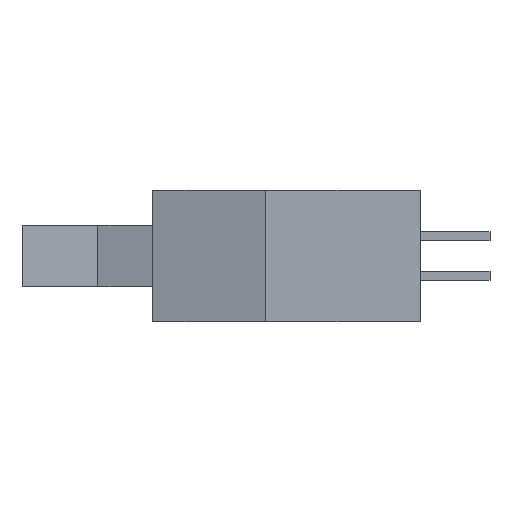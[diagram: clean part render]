
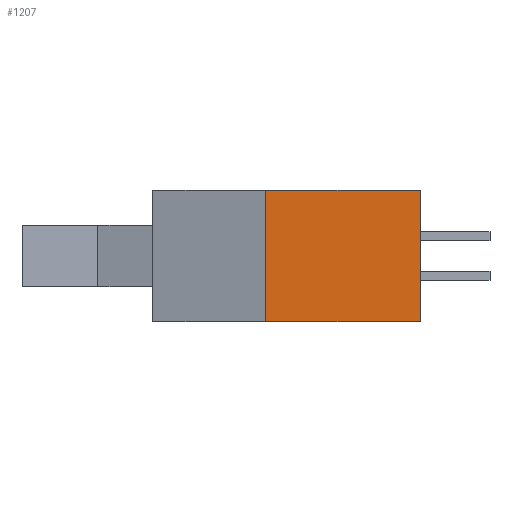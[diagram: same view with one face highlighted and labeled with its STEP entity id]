
A CAD part, left-side view. The second image highlights one B-rep face of the part: STEP entity #1207.
In plain terms, the highlighted planar face has unit normal (-1, 0, 0).
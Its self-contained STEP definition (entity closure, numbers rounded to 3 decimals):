
#1207=ADVANCED_FACE('',(#1939),#1575,.T.);
#1575=PLANE('',#8002);
#1939=FACE_OUTER_BOUND('',#2301,.T.);
#2301=EDGE_LOOP('',(#3649,#3650,#3651,#3652));
#3649=ORIENTED_EDGE('',*,*,#5652,.T.);
#3650=ORIENTED_EDGE('',*,*,#5653,.T.);
#3651=ORIENTED_EDGE('',*,*,#5654,.T.);
#3652=ORIENTED_EDGE('',*,*,#5649,.F.);
#4791=VERTEX_POINT('',#11283);
#4792=VERTEX_POINT('',#11285);
#4794=VERTEX_POINT('',#11291);
#4795=VERTEX_POINT('',#11293);
#5649=EDGE_CURVE('',#4791,#4792,#6578,.T.);
#5652=EDGE_CURVE('',#4791,#4794,#6581,.T.);
#5653=EDGE_CURVE('',#4794,#4795,#6582,.T.);
#5654=EDGE_CURVE('',#4795,#4792,#6583,.T.);
#6578=LINE('',#11284,#7499);
#6581=LINE('',#11290,#7502);
#6582=LINE('',#11292,#7503);
#6583=LINE('',#11294,#7504);
#7499=VECTOR('',#9409,1.);
#7502=VECTOR('',#9414,1.);
#7503=VECTOR('',#9415,1.);
#7504=VECTOR('',#9416,1.);
#8002=AXIS2_PLACEMENT_3D('',#11295,#9417,#9418);
#9409=DIRECTION('',(0.,0.,1.));
#9414=DIRECTION('',(0.,-1.,0.));
#9415=DIRECTION('',(0.,0.,1.));
#9416=DIRECTION('',(0.,1.,0.));
#9417=DIRECTION('',(-1.,0.,0.));
#9418=DIRECTION('',(0.,-1.,0.));
#11283=CARTESIAN_POINT('',(-31.573,12.59,0.));
#11284=CARTESIAN_POINT('',(-31.573,12.59,0.));
#11285=CARTESIAN_POINT('',(-31.573,12.59,8.5));
#11290=CARTESIAN_POINT('',(-31.573,12.59,0.));
#11291=CARTESIAN_POINT('',(-31.573,2.59,0.));
#11292=CARTESIAN_POINT('',(-31.573,2.59,0.));
#11293=CARTESIAN_POINT('',(-31.573,2.59,8.5));
#11294=CARTESIAN_POINT('',(-31.573,2.59,8.5));
#11295=CARTESIAN_POINT('',(-31.573,12.59,0.));
